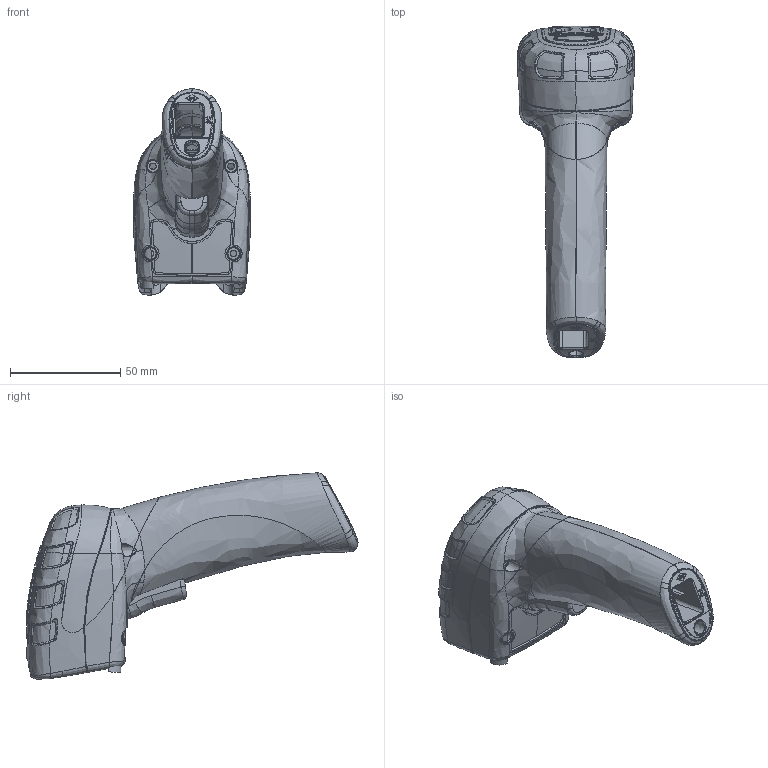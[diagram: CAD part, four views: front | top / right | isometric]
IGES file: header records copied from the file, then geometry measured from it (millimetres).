
Global section: file name: CR6000 neutral 2; native system: Autodesk Inventor 2016; preprocessor: unknown; author: S. Sandt; organization: di-soric GmbH & Co. KG; date: 20160408.091737; units: millimetre
Bounding box: 53.19 x 150.87 x 93.7 mm (x, y, z)
Surface area: 33346.4 mm2 (no closed solid volume)
Topology: 0 solids, 0 shells, 871 faces, 17957 edges, 17939 vertices
Faces by surface type: bspline 700, revolution 143, offset 28
